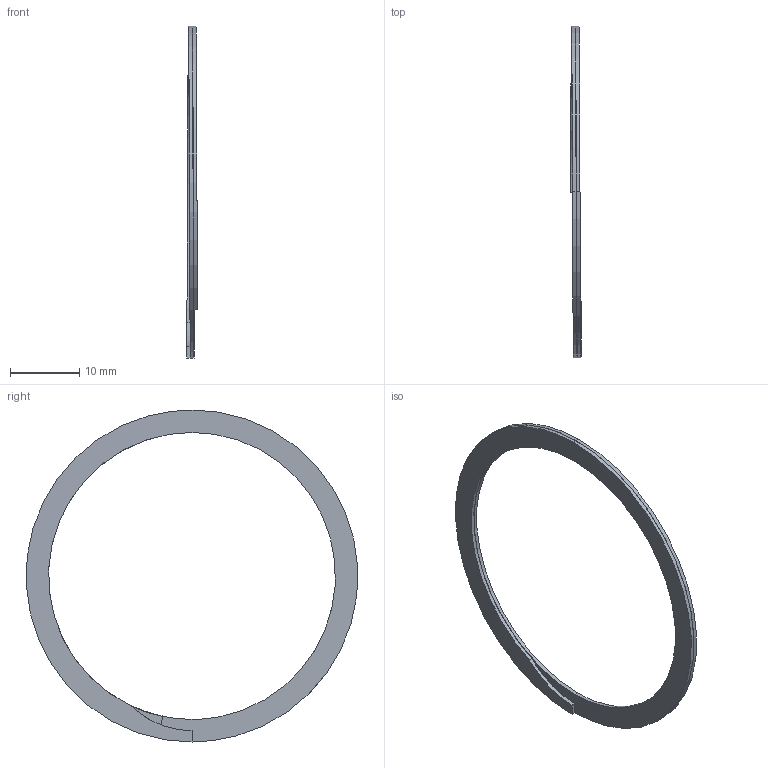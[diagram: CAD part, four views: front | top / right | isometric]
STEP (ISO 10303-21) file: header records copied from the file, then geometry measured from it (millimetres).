
FILE_DESCRIPTION (( 'STEP AP203' ), '1' );
FILE_NAME ('91650A530.step', '2011-02-22T14:08:07', ( 'jim' ), ( '' ), 'SwSTEP 2.0', 'SolidWorks 2007', '' );
FILE_SCHEMA (( 'CONFIG_CONTROL_DESIGN' ));
Length unit declared in the file: inch
Products named in the file (1): 91650A530
Bounding box: 1.57 x 47.91 x 47.98 mm (x, y, z)
Volume: 439.2 mm3; surface area: 1970.4 mm2
Topology: 1 solids, 1 shells, 16 faces, 42 edges, 28 vertices
Faces by surface type: cylinder 10, plane 4, bspline 2
Entity records: 729 total; most frequent: CARTESIAN_POINT 317, ORIENTED_EDGE 84, DIRECTION 54, EDGE_CURVE 42, VERTEX_POINT 28, AXIS2_PLACEMENT_3D 19, VECTOR 16, LINE 16
